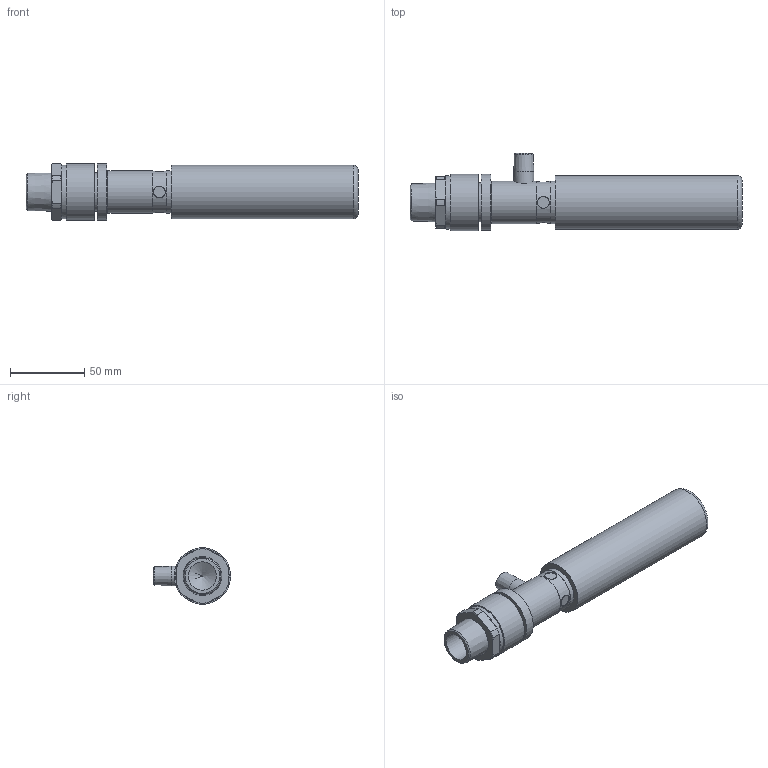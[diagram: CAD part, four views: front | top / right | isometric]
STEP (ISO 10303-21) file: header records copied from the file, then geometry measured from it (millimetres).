
FILE_DESCRIPTION((''),'2;1');
FILE_NAME('Large NEMA 12.stp','2007-03-15T12:57:33',('Dan Preston'),(''),'Autodesk Inventor 11','Autodesk Inventor 11','');
FILE_SCHEMA(('AUTOMOTIVE_DESIGN { 1 0 10303 214 1 1 1 1 }'));
Length unit declared in the file: inch
Products named in the file (1): Large NEMA 12
Bounding box: 223.95 x 52.01 x 38.07 mm (x, y, z)
Volume: 200086.1 mm3; surface area: 30623 mm2
Topology: 1 solids, 1 shells, 74 faces, 169 edges, 108 vertices
Faces by surface type: plane 33, cylinder 19, bspline 16, cone 5, torus 1
Full cylindrical faces by diameter (mm): 7.925 x4, 13.462 x1, 26.298 x1, 28.321 x1, 28.575 x2, 35.975 x1, 36.077 x1, 37.855 x1, 37.982 x1
Entity records: 2167 total; most frequent: CARTESIAN_POINT 712, DIRECTION 288, ORIENTED_EDGE 264, EDGE_CURVE 132, AXIS2_PLACEMENT_3D 126, EDGE_LOOP 110, VERTEX_POINT 96, FACE_OUTER_BOUND 74
